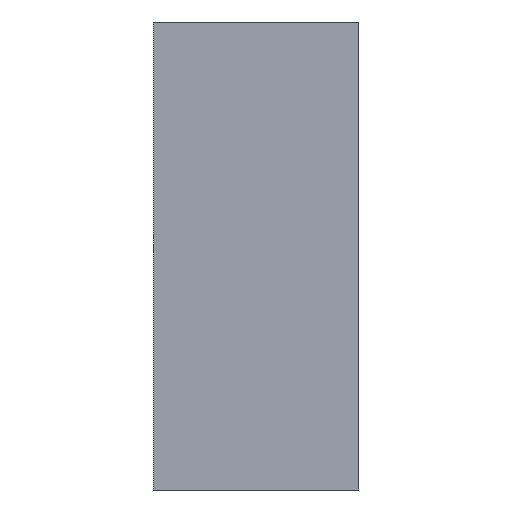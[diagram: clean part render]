
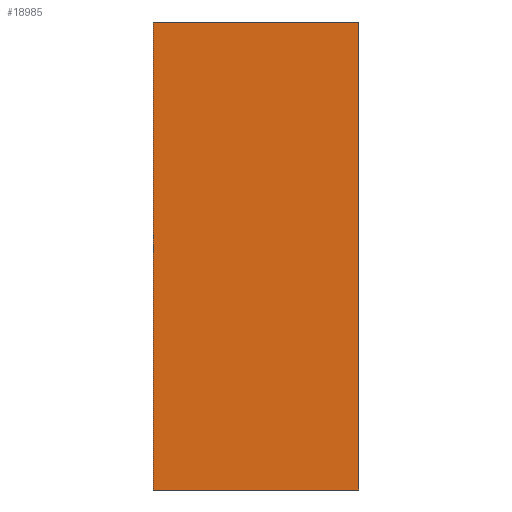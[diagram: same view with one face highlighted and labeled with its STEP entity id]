
A CAD part, front view. The second image highlights one B-rep face of the part: STEP entity #18985.
In plain terms, the highlighted planar face has unit normal (0, -1, 0).
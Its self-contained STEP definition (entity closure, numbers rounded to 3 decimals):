
#847 = LINE ( 'NONE', #31688, #26797 ) ;
#2123 = ORIENTED_EDGE ( 'NONE', *, *, #23411, .T. ) ;
#7532 = VECTOR ( 'NONE', #29621, 39.37 ) ;
#9777 = DIRECTION ( 'NONE',  ( 1., 0., 0. ) ) ;
#11667 = ORIENTED_EDGE ( 'NONE', *, *, #18908, .T. ) ;
#13059 = CARTESIAN_POINT ( 'NONE',  ( 24.25, -3.25, -33.625 ) ) ;
#13249 = CARTESIAN_POINT ( 'NONE',  ( -13.25, -3.25, -33.625 ) ) ;
#15406 = FACE_OUTER_BOUND ( 'NONE', #24398, .T. ) ;
#15891 = PLANE ( 'NONE',  #49182 ) ;
#16080 = CARTESIAN_POINT ( 'NONE',  ( -13.25, -3.25, 51.625 ) ) ;
#18335 = LINE ( 'NONE', #41625, #7532 ) ;
#18908 = EDGE_CURVE ( 'NONE', #45997, #51383, #847, .T. ) ;
#18985 = ADVANCED_FACE ( 'NONE', ( #15406 ), #15891, .F. ) ;
#19130 = CARTESIAN_POINT ( 'NONE',  ( -13.25, -3.25, 51.625 ) ) ;
#19596 = ORIENTED_EDGE ( 'NONE', *, *, #34116, .T. ) ;
#23411 = EDGE_CURVE ( 'NONE', #27047, #34466, #18335, .T. ) ;
#24398 = EDGE_LOOP ( 'NONE', ( #11667, #19596, #2123, #45591 ) ) ;
#26797 = VECTOR ( 'NONE', #35763, 39.37 ) ;
#27022 = CARTESIAN_POINT ( 'NONE',  ( 24.25, -3.25, 51.625 ) ) ;
#27047 = VERTEX_POINT ( 'NONE', #16080 ) ;
#29621 = DIRECTION ( 'NONE',  ( 0., 0., -1. ) ) ;
#30174 = VECTOR ( 'NONE', #39170, 39.37 ) ;
#31688 = CARTESIAN_POINT ( 'NONE',  ( 24.25, -3.25, -33.625 ) ) ;
#32028 = DIRECTION ( 'NONE',  ( 0., 1., 0. ) ) ;
#34116 = EDGE_CURVE ( 'NONE', #51383, #27047, #49079, .T. ) ;
#34466 = VERTEX_POINT ( 'NONE', #13249 ) ;
#35763 = DIRECTION ( 'NONE',  ( 0., 0., 1. ) ) ;
#39170 = DIRECTION ( 'NONE',  ( -1., 0., 0. ) ) ;
#40504 = DIRECTION ( 'NONE',  ( 0., 0., 1. ) ) ;
#40689 = LINE ( 'NONE', #41815, #41302 ) ;
#41302 = VECTOR ( 'NONE', #9777, 39.37 ) ;
#41625 = CARTESIAN_POINT ( 'NONE',  ( -13.25, -3.25, -33.625 ) ) ;
#41815 = CARTESIAN_POINT ( 'NONE',  ( -13.25, -3.25, -33.625 ) ) ;
#44171 = CARTESIAN_POINT ( 'NONE',  ( 0., -3.25, 0. ) ) ;
#45591 = ORIENTED_EDGE ( 'NONE', *, *, #47987, .T. ) ;
#45997 = VERTEX_POINT ( 'NONE', #13059 ) ;
#47987 = EDGE_CURVE ( 'NONE', #34466, #45997, #40689, .T. ) ;
#49079 = LINE ( 'NONE', #19130, #30174 ) ;
#49182 = AXIS2_PLACEMENT_3D ( 'NONE', #44171, #32028, #40504 ) ;
#51383 = VERTEX_POINT ( 'NONE', #27022 ) ;
